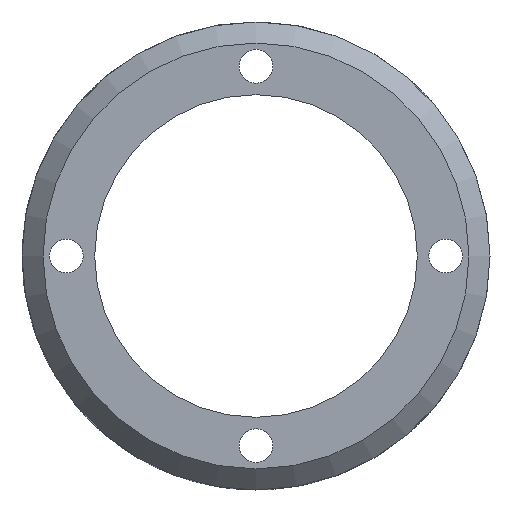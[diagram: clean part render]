
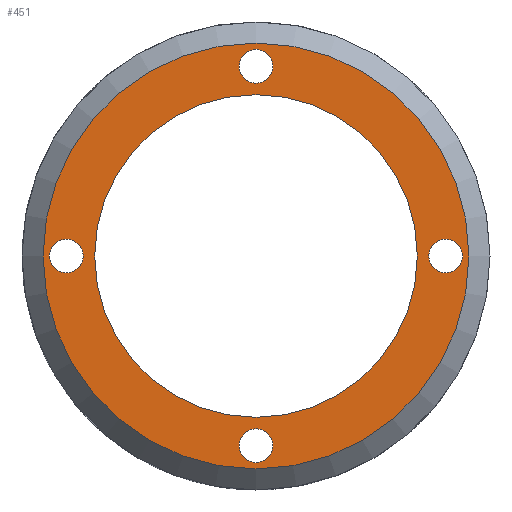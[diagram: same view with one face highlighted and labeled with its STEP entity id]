
A CAD part, left-side view. The second image highlights one B-rep face of the part: STEP entity #451.
In plain terms, the highlighted planar face has unit normal (-1, 0, 0).
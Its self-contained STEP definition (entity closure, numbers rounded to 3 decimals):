
#20=PLANE('',#501);
#35=FACE_BOUND('',#123,.T.);
#36=FACE_BOUND('',#124,.T.);
#37=FACE_BOUND('',#125,.T.);
#38=FACE_BOUND('',#126,.T.);
#39=FACE_BOUND('',#127,.T.);
#54=CIRCLE('',#486,4.);
#56=CIRCLE('',#490,4.);
#58=CIRCLE('',#494,4.);
#60=CIRCLE('',#498,4.);
#61=CIRCLE('',#500,50.5);
#62=CIRCLE('',#502,38.25);
#92=FACE_OUTER_BOUND('',#122,.T.);
#122=EDGE_LOOP('',(#410));
#123=EDGE_LOOP('',(#411));
#124=EDGE_LOOP('',(#412));
#125=EDGE_LOOP('',(#413));
#126=EDGE_LOOP('',(#414));
#127=EDGE_LOOP('',(#415));
#233=VERTEX_POINT('',#1530);
#235=VERTEX_POINT('',#1538);
#237=VERTEX_POINT('',#1546);
#239=VERTEX_POINT('',#1554);
#240=VERTEX_POINT('',#1558);
#241=VERTEX_POINT('',#1562);
#287=EDGE_CURVE('',#233,#233,#54,.T.);
#291=EDGE_CURVE('',#235,#235,#56,.T.);
#295=EDGE_CURVE('',#237,#237,#58,.T.);
#299=EDGE_CURVE('',#239,#239,#60,.T.);
#301=EDGE_CURVE('',#240,#240,#61,.T.);
#302=EDGE_CURVE('',#241,#241,#62,.T.);
#410=ORIENTED_EDGE('',*,*,#301,.F.);
#411=ORIENTED_EDGE('',*,*,#287,.F.);
#412=ORIENTED_EDGE('',*,*,#299,.F.);
#413=ORIENTED_EDGE('',*,*,#295,.F.);
#414=ORIENTED_EDGE('',*,*,#291,.F.);
#415=ORIENTED_EDGE('',*,*,#302,.F.);
#451=ADVANCED_FACE('',(#92,#35,#36,#37,#38,#39),#20,.F.);
#486=AXIS2_PLACEMENT_3D('',#1532,#560,#561);
#490=AXIS2_PLACEMENT_3D('',#1540,#570,#571);
#494=AXIS2_PLACEMENT_3D('',#1548,#580,#581);
#498=AXIS2_PLACEMENT_3D('',#1556,#590,#591);
#500=AXIS2_PLACEMENT_3D('',#1560,#595,#596);
#501=AXIS2_PLACEMENT_3D('',#1561,#597,#598);
#502=AXIS2_PLACEMENT_3D('',#1563,#599,#600);
#560=DIRECTION('center_axis',(-1.,0.,0.));
#561=DIRECTION('ref_axis',(0.,1.,0.));
#570=DIRECTION('center_axis',(-1.,0.,0.));
#571=DIRECTION('ref_axis',(0.,1.,0.));
#580=DIRECTION('center_axis',(-1.,0.,0.));
#581=DIRECTION('ref_axis',(0.,1.,0.));
#590=DIRECTION('center_axis',(-1.,0.,0.));
#591=DIRECTION('ref_axis',(0.,1.,0.));
#595=DIRECTION('center_axis',(1.,0.,0.));
#596=DIRECTION('ref_axis',(0.,-1.,0.));
#597=DIRECTION('center_axis',(1.,0.,0.));
#598=DIRECTION('ref_axis',(0.,1.,0.));
#599=DIRECTION('center_axis',(-1.,0.,0.));
#600=DIRECTION('ref_axis',(0.,1.,0.));
#1530=CARTESIAN_POINT('',(30.,-49.,0.));
#1532=CARTESIAN_POINT('Origin',(30.,-45.,0.));
#1538=CARTESIAN_POINT('',(30.,-4.,-45.));
#1540=CARTESIAN_POINT('Origin',(30.,0.,-45.));
#1546=CARTESIAN_POINT('',(30.,41.,0.));
#1548=CARTESIAN_POINT('Origin',(30.,45.,0.));
#1554=CARTESIAN_POINT('',(30.,-4.,45.));
#1556=CARTESIAN_POINT('Origin',(30.,0.,45.));
#1558=CARTESIAN_POINT('',(30.,50.5,0.));
#1560=CARTESIAN_POINT('Origin',(30.,0.,0.));
#1561=CARTESIAN_POINT('Origin',(30.,0.,0.));
#1562=CARTESIAN_POINT('',(30.,-38.25,0.));
#1563=CARTESIAN_POINT('Origin',(30.,0.,0.));
